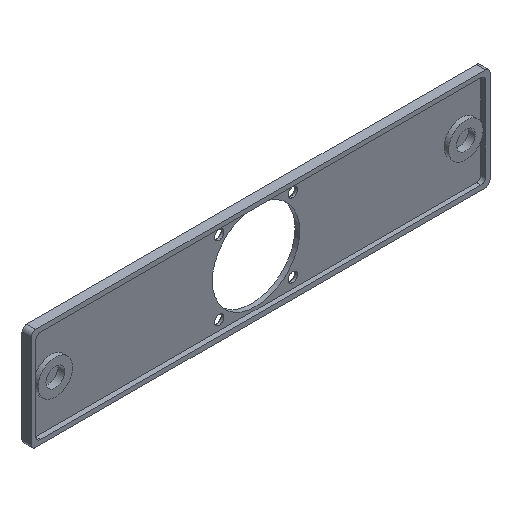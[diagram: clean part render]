
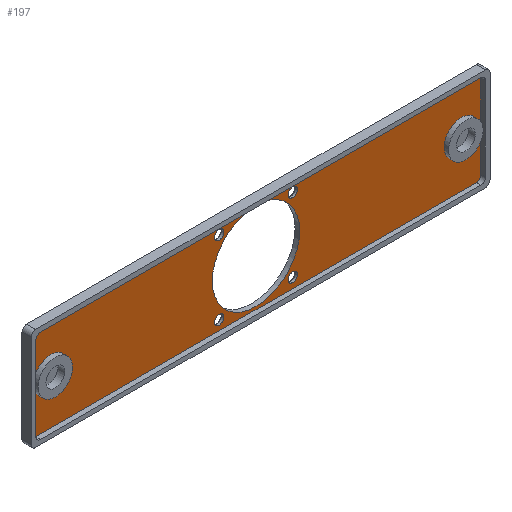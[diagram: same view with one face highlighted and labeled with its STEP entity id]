
A CAD part, isometric view. The second image highlights one B-rep face of the part: STEP entity #197.
In plain terms, the highlighted planar face has unit normal (0, -1, 0).
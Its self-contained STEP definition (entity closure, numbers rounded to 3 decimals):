
#27=CARTESIAN_POINT('',(-425.8,22.,376.75));
#28=DIRECTION('',(0.,-1.,0.));
#29=DIRECTION('',(0.,0.,-1.));
#30=AXIS2_PLACEMENT_3D('',#27,#28,#29);
#31=PLANE('',#30);
#32=CARTESIAN_POINT('',(-426.,22.,445.08));
#33=VERTEX_POINT('',#32);
#34=CARTESIAN_POINT('',(-428.,22.,445.08));
#35=DIRECTION('',(0.,-1.,0.));
#36=DIRECTION('',(1.,0.,0.));
#37=AXIS2_PLACEMENT_3D('',#34,#35,#36);
#38=CIRCLE('',#37,2.);
#39=EDGE_CURVE('',#33,#33,#38,.T.);
#40=ORIENTED_EDGE('',*,*,#39,.F.);
#41=EDGE_LOOP('',(#40));
#42=FACE_BOUND('',#41,.T.);
#43=CARTESIAN_POINT('',(-394.,22.,445.08));
#44=VERTEX_POINT('',#43);
#45=CARTESIAN_POINT('',(-396.,22.,445.08));
#46=DIRECTION('',(0.,-1.,0.));
#47=DIRECTION('',(1.,0.,0.));
#48=AXIS2_PLACEMENT_3D('',#45,#46,#47);
#49=CIRCLE('',#48,2.);
#50=EDGE_CURVE('',#44,#44,#49,.T.);
#51=ORIENTED_EDGE('',*,*,#50,.F.);
#52=EDGE_LOOP('',(#51));
#53=FACE_BOUND('',#52,.T.);
#54=CARTESIAN_POINT('',(-393.,22.,429.08));
#55=VERTEX_POINT('',#54);
#56=CARTESIAN_POINT('',(-412.,22.,429.08));
#57=DIRECTION('',(0.,-1.,0.));
#58=DIRECTION('',(1.,0.,0.));
#59=AXIS2_PLACEMENT_3D('',#56,#57,#58);
#60=CIRCLE('',#59,19.);
#61=EDGE_CURVE('',#55,#55,#60,.T.);
#62=ORIENTED_EDGE('',*,*,#61,.F.);
#63=EDGE_LOOP('',(#62));
#64=FACE_BOUND('',#63,.T.);
#65=CARTESIAN_POINT('',(-394.,22.,413.08));
#66=VERTEX_POINT('',#65);
#67=CARTESIAN_POINT('',(-396.,22.,413.08));
#68=DIRECTION('',(0.,-1.,0.));
#69=DIRECTION('',(1.,0.,0.));
#70=AXIS2_PLACEMENT_3D('',#67,#68,#69);
#71=CIRCLE('',#70,2.);
#72=EDGE_CURVE('',#66,#66,#71,.T.);
#73=ORIENTED_EDGE('',*,*,#72,.F.);
#74=EDGE_LOOP('',(#73));
#75=FACE_BOUND('',#74,.T.);
#76=CARTESIAN_POINT('',(-426.,22.,413.08));
#77=VERTEX_POINT('',#76);
#78=CARTESIAN_POINT('',(-428.,22.,413.08));
#79=DIRECTION('',(0.,-1.,0.));
#80=DIRECTION('',(1.,0.,0.));
#81=AXIS2_PLACEMENT_3D('',#78,#79,#80);
#82=CIRCLE('',#81,2.);
#83=EDGE_CURVE('',#77,#77,#82,.T.);
#84=ORIENTED_EDGE('',*,*,#83,.F.);
#85=EDGE_LOOP('',(#84));
#86=FACE_BOUND('',#85,.T.);
#87=CARTESIAN_POINT('',(-509.8,22.,447.305));
#88=VERTEX_POINT('',#87);
#89=CARTESIAN_POINT('',(-509.8,22.,410.855));
#90=VERTEX_POINT('',#89);
#91=CARTESIAN_POINT('',(-509.8,22.,447.305));
#92=DIRECTION('',(0.,0.,-1.));
#93=VECTOR('',#92,36.45);
#94=LINE('',#91,#93);
#95=EDGE_CURVE('',#88,#90,#94,.T.);
#96=ORIENTED_EDGE('',*,*,#95,.T.);
#97=CARTESIAN_POINT('',(-507.8,22.,408.855));
#98=VERTEX_POINT('',#97);
#99=CARTESIAN_POINT('',(-507.8,22.,410.855));
#100=DIRECTION('',(0.,-1.,0.));
#101=DIRECTION('',(1.,0.,0.));
#102=AXIS2_PLACEMENT_3D('',#99,#100,#101);
#103=CIRCLE('',#102,2.);
#104=EDGE_CURVE('',#90,#98,#103,.T.);
#105=ORIENTED_EDGE('',*,*,#104,.T.);
#106=CARTESIAN_POINT('',(-316.2,22.,408.855));
#107=VERTEX_POINT('',#106);
#108=CARTESIAN_POINT('',(-507.8,22.,408.855));
#109=DIRECTION('',(1.,0.,0.));
#110=VECTOR('',#109,191.6);
#111=LINE('',#108,#110);
#112=EDGE_CURVE('',#98,#107,#111,.T.);
#113=ORIENTED_EDGE('',*,*,#112,.T.);
#114=CARTESIAN_POINT('',(-314.2,22.,410.855));
#115=VERTEX_POINT('',#114);
#116=CARTESIAN_POINT('',(-316.2,22.,410.855));
#117=DIRECTION('',(-0.,1.,0.));
#118=DIRECTION('',(-1.,-0.,0.));
#119=AXIS2_PLACEMENT_3D('',#116,#117,#118);
#120=CIRCLE('',#119,2.);
#121=EDGE_CURVE('',#115,#107,#120,.T.);
#122=ORIENTED_EDGE('',*,*,#121,.F.);
#123=CARTESIAN_POINT('',(-314.2,22.,447.305));
#124=VERTEX_POINT('',#123);
#125=CARTESIAN_POINT('',(-314.2,22.,447.305));
#126=DIRECTION('',(0.,0.,-1.));
#127=VECTOR('',#126,36.45);
#128=LINE('',#125,#127);
#129=EDGE_CURVE('',#124,#115,#128,.T.);
#130=ORIENTED_EDGE('',*,*,#129,.F.);
#131=CARTESIAN_POINT('',(-316.2,22.,449.305));
#132=VERTEX_POINT('',#131);
#133=CARTESIAN_POINT('',(-316.2,22.,447.305));
#134=DIRECTION('',(-0.,1.,0.));
#135=DIRECTION('',(-1.,-0.,0.));
#136=AXIS2_PLACEMENT_3D('',#133,#134,#135);
#137=CIRCLE('',#136,2.);
#138=EDGE_CURVE('',#132,#124,#137,.T.);
#139=ORIENTED_EDGE('',*,*,#138,.F.);
#140=CARTESIAN_POINT('',(-507.8,22.,449.305));
#141=VERTEX_POINT('',#140);
#142=CARTESIAN_POINT('',(-316.2,22.,449.305));
#143=DIRECTION('',(-1.,-0.,0.));
#144=VECTOR('',#143,191.6);
#145=LINE('',#142,#144);
#146=EDGE_CURVE('',#132,#141,#145,.T.);
#147=ORIENTED_EDGE('',*,*,#146,.T.);
#148=CARTESIAN_POINT('',(-507.8,22.,447.305));
#149=DIRECTION('',(0.,-1.,0.));
#150=DIRECTION('',(1.,0.,0.));
#151=AXIS2_PLACEMENT_3D('',#148,#149,#150);
#152=CIRCLE('',#151,2.);
#153=EDGE_CURVE('',#141,#88,#152,.T.);
#154=ORIENTED_EDGE('',*,*,#153,.T.);
#155=EDGE_LOOP('',(#96,#105,#113,#122,#130,#139,#147,#154));
#156=FACE_BOUND('',#155,.T.);
#157=CARTESIAN_POINT('',(-508.8,22.,429.1));
#158=VERTEX_POINT('',#157);
#159=CARTESIAN_POINT('',(-493.8,22.,429.1));
#160=VERTEX_POINT('',#159);
#161=CARTESIAN_POINT('',(-501.3,22.,429.1));
#162=DIRECTION('',(0.,-1.,0.));
#163=DIRECTION('',(1.,0.,0.));
#164=AXIS2_PLACEMENT_3D('',#161,#162,#163);
#165=CIRCLE('',#164,7.5);
#166=EDGE_CURVE('',#158,#160,#165,.T.);
#167=ORIENTED_EDGE('',*,*,#166,.F.);
#168=CARTESIAN_POINT('',(-501.3,22.,429.1));
#169=DIRECTION('',(0.,-1.,0.));
#170=DIRECTION('',(1.,0.,0.));
#171=AXIS2_PLACEMENT_3D('',#168,#169,#170);
#172=CIRCLE('',#171,7.5);
#173=EDGE_CURVE('',#160,#158,#172,.T.);
#174=ORIENTED_EDGE('',*,*,#173,.F.);
#175=EDGE_LOOP('',(#167,#174));
#176=FACE_BOUND('',#175,.T.);
#177=CARTESIAN_POINT('',(-330.2,22.,429.1));
#178=VERTEX_POINT('',#177);
#179=CARTESIAN_POINT('',(-315.2,22.,429.1));
#180=VERTEX_POINT('',#179);
#181=CARTESIAN_POINT('',(-322.7,22.,429.1));
#182=DIRECTION('',(-0.,1.,0.));
#183=DIRECTION('',(-1.,-0.,0.));
#184=AXIS2_PLACEMENT_3D('',#181,#182,#183);
#185=CIRCLE('',#184,7.5);
#186=EDGE_CURVE('',#178,#180,#185,.T.);
#187=ORIENTED_EDGE('',*,*,#186,.T.);
#188=CARTESIAN_POINT('',(-322.7,22.,429.1));
#189=DIRECTION('',(-0.,1.,0.));
#190=DIRECTION('',(-1.,-0.,0.));
#191=AXIS2_PLACEMENT_3D('',#188,#189,#190);
#192=CIRCLE('',#191,7.5);
#193=EDGE_CURVE('',#180,#178,#192,.T.);
#194=ORIENTED_EDGE('',*,*,#193,.T.);
#195=EDGE_LOOP('',(#187,#194));
#196=FACE_BOUND('',#195,.T.);
#197=ADVANCED_FACE('',(#42,#53,#64,#75,#86,#156,#176,#196),#31,.T.);
